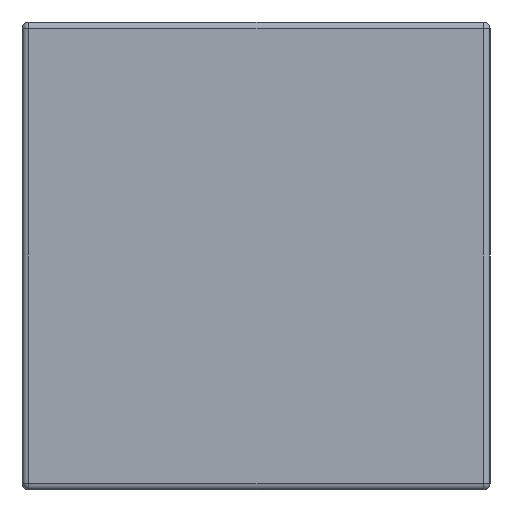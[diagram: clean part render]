
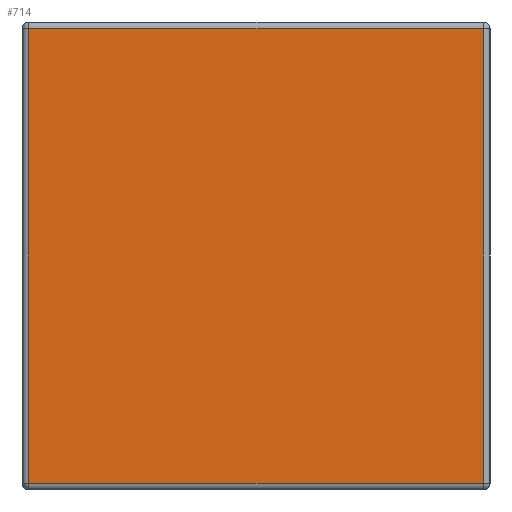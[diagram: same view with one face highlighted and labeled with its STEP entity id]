
A CAD part, left-side view. The second image highlights one B-rep face of the part: STEP entity #714.
In plain terms, the highlighted planar face has unit normal (-1, 0, 0).
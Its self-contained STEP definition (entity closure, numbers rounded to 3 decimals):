
#135=FACE_OUTER_BOUND('',#189,.T.);
#189=EDGE_LOOP('',(#586,#587,#588,#589));
#258=LINE('',#1262,#310);
#259=LINE('',#1264,#311);
#260=LINE('',#1266,#312);
#261=LINE('',#1267,#313);
#310=VECTOR('',#1017,1000.);
#311=VECTOR('',#1018,1000.);
#312=VECTOR('',#1019,1000.);
#313=VECTOR('',#1020,1000.);
#358=VERTEX_POINT('',#1260);
#359=VERTEX_POINT('',#1261);
#360=VERTEX_POINT('',#1263);
#361=VERTEX_POINT('',#1265);
#434=EDGE_CURVE('',#358,#359,#258,.T.);
#435=EDGE_CURVE('',#359,#360,#259,.T.);
#436=EDGE_CURVE('',#360,#361,#260,.T.);
#437=EDGE_CURVE('',#361,#358,#261,.T.);
#586=ORIENTED_EDGE('',*,*,#434,.T.);
#587=ORIENTED_EDGE('',*,*,#435,.T.);
#588=ORIENTED_EDGE('',*,*,#436,.T.);
#589=ORIENTED_EDGE('',*,*,#437,.T.);
#675=PLANE('',#806);
#714=ADVANCED_FACE('',(#135),#675,.F.);
#806=AXIS2_PLACEMENT_3D('',#1259,#1015,#1016);
#1015=DIRECTION('center_axis',(1.,0.,0.));
#1016=DIRECTION('ref_axis',(0.,0.,-1.));
#1017=DIRECTION('',(0.,0.,-1.));
#1018=DIRECTION('',(0.,-1.,0.));
#1019=DIRECTION('',(0.,0.,1.));
#1020=DIRECTION('',(0.,1.,0.));
#1259=CARTESIAN_POINT('Origin',(-0.8,0.012,0.4));
#1260=CARTESIAN_POINT('',(-0.8,0.812,0.4));
#1261=CARTESIAN_POINT('',(-0.8,0.812,-0.4));
#1262=CARTESIAN_POINT('',(-0.8,0.812,0.4));
#1263=CARTESIAN_POINT('',(-0.8,0.012,-0.4));
#1264=CARTESIAN_POINT('',(-0.8,0.012,-0.4));
#1265=CARTESIAN_POINT('',(-0.8,0.012,0.4));
#1266=CARTESIAN_POINT('',(-0.8,0.012,0.4));
#1267=CARTESIAN_POINT('',(-0.8,0.012,0.4));
